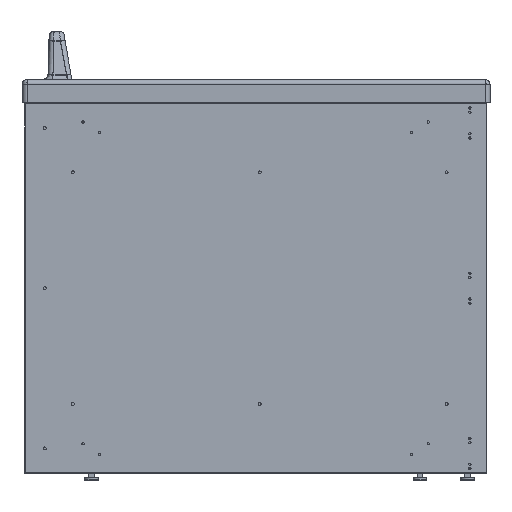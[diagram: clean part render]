
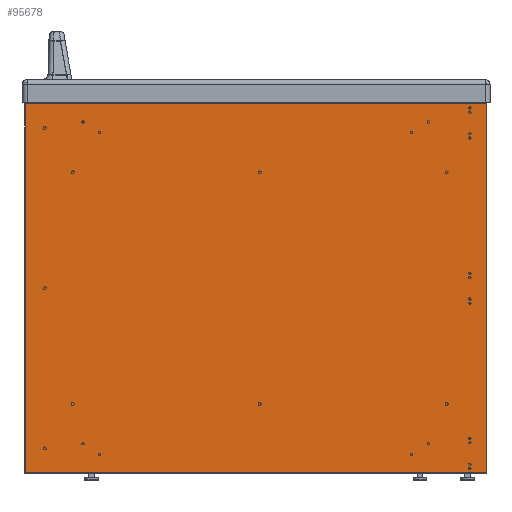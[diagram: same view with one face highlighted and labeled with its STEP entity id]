
A CAD part, front view. The second image highlights one B-rep face of the part: STEP entity #95678.
In plain terms, the highlighted face is planar.
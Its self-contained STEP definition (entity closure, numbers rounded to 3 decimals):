
#95639=CARTESIAN_POINT('',(-796.,346.0,555.0));
#95640=DIRECTION('',(1.0,0.0,0.0));
#95641=DIRECTION('',(0.0,0.0,-1.0));
#95642=AXIS2_PLACEMENT_3D('',#95639,#95640,#95641);
#95643=PLANE('',#95642);
#95644=CARTESIAN_POINT('',(-796.,345.2,554.2));
#95645=VERTEX_POINT('',#95644);
#95646=CARTESIAN_POINT('',(-796.,345.2,0.8));
#95647=VERTEX_POINT('',#95646);
#95648=CARTESIAN_POINT('',(-796.,345.2,554.2));
#95649=DIRECTION('',(0.0,0.0,-1.0));
#95650=VECTOR('',#95649,553.4);
#95651=LINE('',#95648,#95650);
#95652=EDGE_CURVE('',#95645,#95647,#95651,.T.);
#95653=ORIENTED_EDGE('',*,*,#95652,.T.);
#95654=CARTESIAN_POINT('',(-796.,-346.0,0.8));
#95655=VERTEX_POINT('',#95654);
#95656=CARTESIAN_POINT('',(-796.,345.2,0.8));
#95657=DIRECTION('',(0.0,-1.0,0.0));
#95658=VECTOR('',#95657,691.2);
#95659=LINE('',#95656,#95658);
#95660=EDGE_CURVE('',#95647,#95655,#95659,.T.);
#95661=ORIENTED_EDGE('',*,*,#95660,.T.);
#95662=CARTESIAN_POINT('',(-796.,-346.0,554.2));
#95663=VERTEX_POINT('',#95662);
#95664=CARTESIAN_POINT('',(-796.,-346.0,554.2));
#95665=DIRECTION('',(0.0,0.0,-1.0));
#95666=VECTOR('',#95665,553.4);
#95667=LINE('',#95664,#95666);
#95668=EDGE_CURVE('',#95663,#95655,#95667,.T.);
#95669=ORIENTED_EDGE('',*,*,#95668,.F.);
#95670=CARTESIAN_POINT('',(-796.,345.2,554.2));
#95671=DIRECTION('',(0.0,-1.0,0.0));
#95672=VECTOR('',#95671,691.2);
#95673=LINE('',#95670,#95672);
#95674=EDGE_CURVE('',#95663,#95645,#95673,.F.);
#95675=ORIENTED_EDGE('',*,*,#95674,.T.);
#95676=EDGE_LOOP('',(#95653,#95661,#95669,#95675));
#95677=FACE_OUTER_BOUND('',#95676,.T.);
#95678=ADVANCED_FACE('',(#95677),#95643,.F.);
